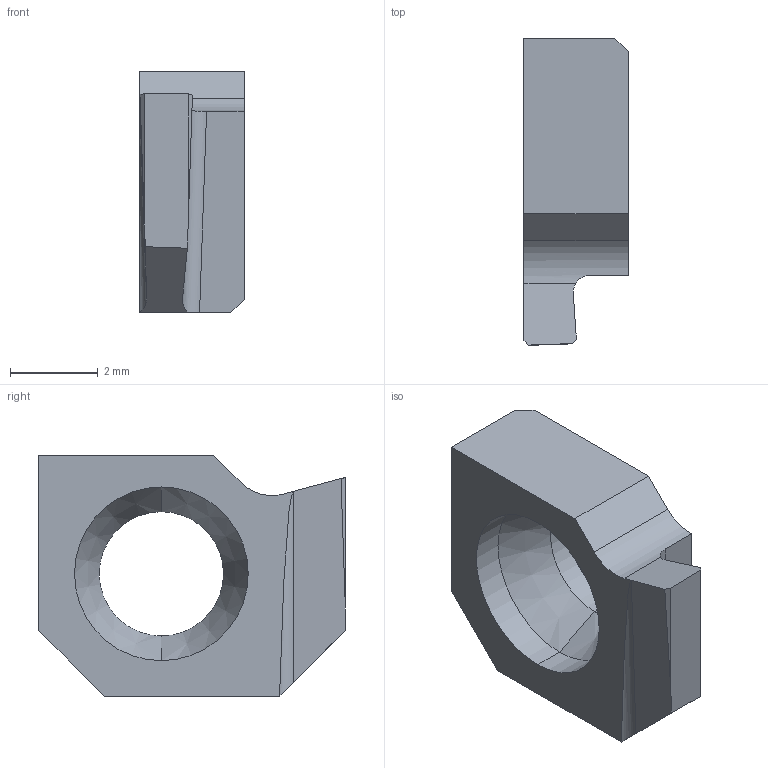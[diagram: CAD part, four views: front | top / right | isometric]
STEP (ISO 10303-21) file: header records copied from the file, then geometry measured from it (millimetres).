
FILE_DESCRIPTION((''),'2;1');
FILE_NAME('MLG1012L','2021-02-26T15:30:51',('tlyac05'),('PTC Japan'),'CREO PARAMETRIC BY PTC INC, 2018500','CREO PARAMETRIC BY PTC INC, 2018500','');
FILE_SCHEMA(('AUTOMOTIVE_DESIGN { 1 0 10303 214 1 1 1 1 }'));
Length unit declared in the file: millimetre
Products named in the file (1): MLG1012L
Bounding box: 2.38 x 7 x 5.5 mm (x, y, z)
Volume: 49.9 mm3; surface area: 125.8 mm2
Topology: 1 solids, 1 shells, 26 faces, 83 edges, 59 vertices
Faces by surface type: plane 17, cylinder 7, cone 2
Entity records: 1266 total; most frequent: CARTESIAN_POINT 208, DIRECTION 145, ORIENTED_EDGE 132, PRESENTATION_STYLE_ASSIGNMENT 86, STYLED_ITEM 86, CURVE_STYLE 85, EDGE_CURVE 66, VECTOR 63
